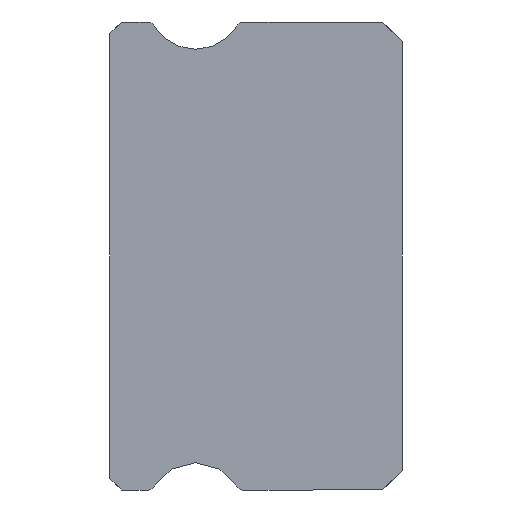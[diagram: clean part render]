
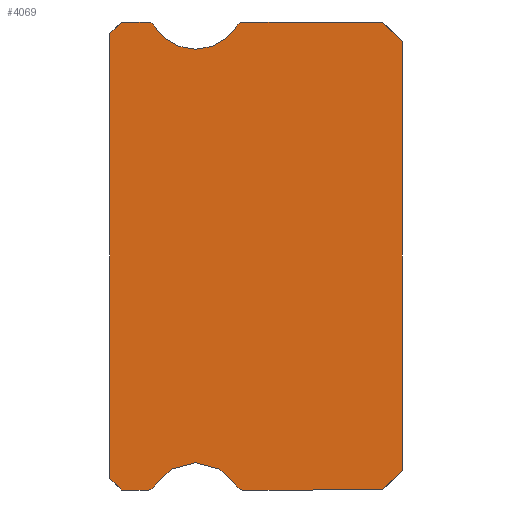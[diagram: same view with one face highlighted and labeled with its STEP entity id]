
A CAD part, left-side view. The second image highlights one B-rep face of the part: STEP entity #4069.
In plain terms, the highlighted planar face has unit normal (-1, 0, 0).
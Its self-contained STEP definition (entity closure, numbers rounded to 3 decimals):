
#30 = DIRECTION ( 'NONE',  ( 0., 0., -1. ) ) ;
#33 = VECTOR ( 'NONE', #9045, 1000. ) ;
#53 = DIRECTION ( 'NONE',  ( 0., 0., -1. ) ) ;
#70 = CARTESIAN_POINT ( 'NONE',  ( -15., 6.512, 5.85 ) ) ;
#224 = ORIENTED_EDGE ( 'NONE', *, *, #8109, .T. ) ;
#406 = CARTESIAN_POINT ( 'NONE',  ( -15., 4.088, -6. ) ) ;
#490 = VERTEX_POINT ( 'NONE', #2557 ) ;
#629 = CARTESIAN_POINT ( 'NONE',  ( -15., 4.217, -5.925 ) ) ;
#732 = CARTESIAN_POINT ( 'NONE',  ( -15., 5.3, 5.3 ) ) ;
#738 = CARTESIAN_POINT ( 'NONE',  ( -15., 7.5, -5.7 ) ) ;
#777 = ORIENTED_EDGE ( 'NONE', *, *, #11722, .F. ) ;
#806 = ORIENTED_EDGE ( 'NONE', *, *, #2883, .T. ) ;
#862 = ORIENTED_EDGE ( 'NONE', *, *, #2394, .F. ) ;
#1006 = VERTEX_POINT ( 'NONE', #1396 ) ;
#1039 = CARTESIAN_POINT ( 'NONE',  ( -15., 7.5, 5.7 ) ) ;
#1105 = VERTEX_POINT ( 'NONE', #1528 ) ;
#1198 = ORIENTED_EDGE ( 'NONE', *, *, #6048, .F. ) ;
#1263 = VECTOR ( 'NONE', #5624, 1000. ) ;
#1304 = CARTESIAN_POINT ( 'NONE',  ( -15., 7.5, 5.85 ) ) ;
#1310 = CARTESIAN_POINT ( 'NONE',  ( -15., 7.2, 6. ) ) ;
#1375 = CIRCLE ( 'NONE', #8162, 0.15 ) ;
#1396 = CARTESIAN_POINT ( 'NONE',  ( -15., 0., -5.5 ) ) ;
#1528 = CARTESIAN_POINT ( 'NONE',  ( -15., 6.512, 6. ) ) ;
#1567 = DIRECTION ( 'NONE',  ( 0., -1., 0. ) ) ;
#1627 = CARTESIAN_POINT ( 'NONE',  ( -15., 6.512, -6. ) ) ;
#1737 = CARTESIAN_POINT ( 'NONE',  ( -15., 5.3, -6.55 ) ) ;
#1750 = EDGE_CURVE ( 'NONE', #1105, #2574, #5666, .T. ) ;
#1813 = VERTEX_POINT ( 'NONE', #9161 ) ;
#1948 = EDGE_CURVE ( 'NONE', #2518, #8154, #3041, .T. ) ;
#2037 = DIRECTION ( 'NONE',  ( -1., 0., 0. ) ) ;
#2050 = VERTEX_POINT ( 'NONE', #406 ) ;
#2099 = VERTEX_POINT ( 'NONE', #4138 ) ;
#2264 = ORIENTED_EDGE ( 'NONE', *, *, #10950, .F. ) ;
#2350 = EDGE_CURVE ( 'NONE', #8154, #3659, #10978, .T. ) ;
#2394 = EDGE_CURVE ( 'NONE', #3659, #3347, #10242, .T. ) ;
#2439 = CARTESIAN_POINT ( 'NONE',  ( -15., 0.5, 6. ) ) ;
#2518 = VERTEX_POINT ( 'NONE', #732 ) ;
#2557 = CARTESIAN_POINT ( 'NONE',  ( -15., 0., 5.5 ) ) ;
#2567 = LINE ( 'NONE', #4612, #4591 ) ;
#2574 = VERTEX_POINT ( 'NONE', #6520 ) ;
#2659 = AXIS2_PLACEMENT_3D ( 'NONE', #1737, #5422, #3555 ) ;
#2734 = CARTESIAN_POINT ( 'NONE',  ( -15., 4.088, -5.85 ) ) ;
#2774 = DIRECTION ( 'NONE',  ( 0., 0., -1. ) ) ;
#2812 = CARTESIAN_POINT ( 'NONE',  ( -15., 7.2, -6. ) ) ;
#2860 = DIRECTION ( 'NONE',  ( 1., 0., 0. ) ) ;
#2883 = EDGE_CURVE ( 'NONE', #1105, #6200, #8215, .T. ) ;
#2939 = ORIENTED_EDGE ( 'NONE', *, *, #3739, .T. ) ;
#3008 = VERTEX_POINT ( 'NONE', #2812 ) ;
#3041 = CIRCLE ( 'NONE', #6122, 1.25 ) ;
#3118 = VECTOR ( 'NONE', #8492, 1000. ) ;
#3347 = VERTEX_POINT ( 'NONE', #2439 ) ;
#3381 = DIRECTION ( 'NONE',  ( 1., 0., 0. ) ) ;
#3428 = CARTESIAN_POINT ( 'NONE',  ( -15., 6.512, -6. ) ) ;
#3518 = CARTESIAN_POINT ( 'NONE',  ( -15., 4.217, 5.925 ) ) ;
#3555 = DIRECTION ( 'NONE',  ( 0., 0., -1. ) ) ;
#3625 = DIRECTION ( 'NONE',  ( 0., 0., -1. ) ) ;
#3628 = CIRCLE ( 'NONE', #5148, 0.15 ) ;
#3659 = VERTEX_POINT ( 'NONE', #5870 ) ;
#3739 = EDGE_CURVE ( 'NONE', #10093, #3008, #9894, .T. ) ;
#4042 = CARTESIAN_POINT ( 'NONE',  ( -15., 0.5, 6. ) ) ;
#4069 = ADVANCED_FACE ( 'NONE', ( #7613 ), #10427, .F. ) ;
#4138 = CARTESIAN_POINT ( 'NONE',  ( -15., 7.5, 5.7 ) ) ;
#4219 = ORIENTED_EDGE ( 'NONE', *, *, #11451, .F. ) ;
#4264 = DIRECTION ( 'NONE',  ( 0., 0., 1. ) ) ;
#4591 = VECTOR ( 'NONE', #11953, 1000. ) ;
#4595 = DIRECTION ( 'NONE',  ( 1., 0., 0. ) ) ;
#4612 = CARTESIAN_POINT ( 'NONE',  ( -15., 6.512, -6. ) ) ;
#4743 = EDGE_CURVE ( 'NONE', #6200, #2099, #8374, .T. ) ;
#4761 = AXIS2_PLACEMENT_3D ( 'NONE', #5601, #9330, #7409 ) ;
#4770 = CIRCLE ( 'NONE', #8461, 1.25 ) ;
#4773 = LINE ( 'NONE', #4042, #3118 ) ;
#4815 = LINE ( 'NONE', #1304, #11001 ) ;
#4927 = CARTESIAN_POINT ( 'NONE',  ( -15., 0., 5.5 ) ) ;
#4979 = DIRECTION ( 'NONE',  ( 0., 0., 1. ) ) ;
#4980 = EDGE_LOOP ( 'NONE', ( #8939, #5509, #2939, #224, #4219, #1198, #7808, #10839, #777, #11297, #11039, #862, #9524, #10494, #2264, #10778, #806 ) ) ;
#5148 = AXIS2_PLACEMENT_3D ( 'NONE', #7573, #11196, #30 ) ;
#5170 = LINE ( 'NONE', #4927, #5440 ) ;
#5254 = DIRECTION ( 'NONE',  ( 0., 0.707, -0.707 ) ) ;
#5422 = DIRECTION ( 'NONE',  ( -1., 0., 0. ) ) ;
#5440 = VECTOR ( 'NONE', #4264, 1000. ) ;
#5509 = ORIENTED_EDGE ( 'NONE', *, *, #8299, .F. ) ;
#5601 = CARTESIAN_POINT ( 'NONE',  ( -15., 4.088, 5.85 ) ) ;
#5624 = DIRECTION ( 'NONE',  ( 0., 0.707, -0.707 ) ) ;
#5666 = CIRCLE ( 'NONE', #7204, 0.15 ) ;
#5870 = CARTESIAN_POINT ( 'NONE',  ( -15., 4.088, 6. ) ) ;
#6048 = EDGE_CURVE ( 'NONE', #6759, #1813, #11545, .T. ) ;
#6122 = AXIS2_PLACEMENT_3D ( 'NONE', #10348, #2037, #53 ) ;
#6200 = VERTEX_POINT ( 'NONE', #1310 ) ;
#6266 = DIRECTION ( 'NONE',  ( 0., 0., -1. ) ) ;
#6329 = VERTEX_POINT ( 'NONE', #3428 ) ;
#6520 = CARTESIAN_POINT ( 'NONE',  ( -15., 6.383, 5.925 ) ) ;
#6759 = VERTEX_POINT ( 'NONE', #629 ) ;
#7013 = AXIS2_PLACEMENT_3D ( 'NONE', #70, #2860, #3625 ) ;
#7046 = DIRECTION ( 'NONE',  ( 0., 0., -1. ) ) ;
#7066 = CARTESIAN_POINT ( 'NONE',  ( -15., 0., -5.5 ) ) ;
#7160 = VERTEX_POINT ( 'NONE', #11349 ) ;
#7204 = AXIS2_PLACEMENT_3D ( 'NONE', #10664, #3381, #7046 ) ;
#7409 = DIRECTION ( 'NONE',  ( 0., 0., -1. ) ) ;
#7573 = CARTESIAN_POINT ( 'NONE',  ( -15., 6.512, -5.85 ) ) ;
#7613 = FACE_OUTER_BOUND ( 'NONE', #4980, .T. ) ;
#7628 = VECTOR ( 'NONE', #1567, 1000. ) ;
#7640 = VECTOR ( 'NONE', #10835, 1000. ) ;
#7808 = ORIENTED_EDGE ( 'NONE', *, *, #10612, .F. ) ;
#7997 = LINE ( 'NONE', #7066, #8386 ) ;
#8109 = EDGE_CURVE ( 'NONE', #3008, #6329, #2567, .T. ) ;
#8154 = VERTEX_POINT ( 'NONE', #3518 ) ;
#8162 = AXIS2_PLACEMENT_3D ( 'NONE', #2734, #4595, #6266 ) ;
#8215 = LINE ( 'NONE', #11726, #7640 ) ;
#8299 = EDGE_CURVE ( 'NONE', #10093, #2099, #4815, .T. ) ;
#8374 = LINE ( 'NONE', #1039, #1263 ) ;
#8386 = VECTOR ( 'NONE', #5254, 1000. ) ;
#8461 = AXIS2_PLACEMENT_3D ( 'NONE', #8961, #9988, #2774 ) ;
#8492 = DIRECTION ( 'NONE',  ( 0., -0.707, -0.707 ) ) ;
#8871 = DIRECTION ( 'NONE',  ( 0., -0.707, -0.707 ) ) ;
#8939 = ORIENTED_EDGE ( 'NONE', *, *, #4743, .T. ) ;
#8961 = CARTESIAN_POINT ( 'NONE',  ( -15., 5.3, 6.55 ) ) ;
#8978 = CARTESIAN_POINT ( 'NONE',  ( -15., 6.512, 6. ) ) ;
#9045 = DIRECTION ( 'NONE',  ( 0., 1., 0. ) ) ;
#9161 = CARTESIAN_POINT ( 'NONE',  ( -15., 6.383, -5.925 ) ) ;
#9330 = DIRECTION ( 'NONE',  ( 1., 0., 0. ) ) ;
#9524 = ORIENTED_EDGE ( 'NONE', *, *, #2350, .F. ) ;
#9715 = CARTESIAN_POINT ( 'NONE',  ( -15., 7.2, -6. ) ) ;
#9894 = LINE ( 'NONE', #9715, #11195 ) ;
#9937 = LINE ( 'NONE', #1627, #33 ) ;
#9988 = DIRECTION ( 'NONE',  ( -1., 0., 0. ) ) ;
#10093 = VERTEX_POINT ( 'NONE', #738 ) ;
#10242 = LINE ( 'NONE', #8978, #7628 ) ;
#10348 = CARTESIAN_POINT ( 'NONE',  ( -15., 5.3, 6.55 ) ) ;
#10427 = PLANE ( 'NONE',  #7013 ) ;
#10494 = ORIENTED_EDGE ( 'NONE', *, *, #1948, .F. ) ;
#10611 = EDGE_CURVE ( 'NONE', #7160, #2050, #9937, .T. ) ;
#10612 = EDGE_CURVE ( 'NONE', #2050, #6759, #1375, .T. ) ;
#10664 = CARTESIAN_POINT ( 'NONE',  ( -15., 6.512, 5.85 ) ) ;
#10778 = ORIENTED_EDGE ( 'NONE', *, *, #1750, .F. ) ;
#10835 = DIRECTION ( 'NONE',  ( 0., 1., 0. ) ) ;
#10839 = ORIENTED_EDGE ( 'NONE', *, *, #10611, .F. ) ;
#10888 = EDGE_CURVE ( 'NONE', #1006, #490, #5170, .T. ) ;
#10950 = EDGE_CURVE ( 'NONE', #2574, #2518, #4770, .T. ) ;
#10978 = CIRCLE ( 'NONE', #4761, 0.15 ) ;
#11001 = VECTOR ( 'NONE', #4979, 1000. ) ;
#11039 = ORIENTED_EDGE ( 'NONE', *, *, #11889, .F. ) ;
#11195 = VECTOR ( 'NONE', #8871, 1000. ) ;
#11196 = DIRECTION ( 'NONE',  ( 1., 0., 0. ) ) ;
#11297 = ORIENTED_EDGE ( 'NONE', *, *, #10888, .T. ) ;
#11349 = CARTESIAN_POINT ( 'NONE',  ( -15., 0.5, -6. ) ) ;
#11451 = EDGE_CURVE ( 'NONE', #1813, #6329, #3628, .T. ) ;
#11545 = CIRCLE ( 'NONE', #2659, 1.25 ) ;
#11722 = EDGE_CURVE ( 'NONE', #1006, #7160, #7997, .T. ) ;
#11726 = CARTESIAN_POINT ( 'NONE',  ( -15., 7.2, 6. ) ) ;
#11889 = EDGE_CURVE ( 'NONE', #3347, #490, #4773, .T. ) ;
#11953 = DIRECTION ( 'NONE',  ( 0., -1., 0. ) ) ;
